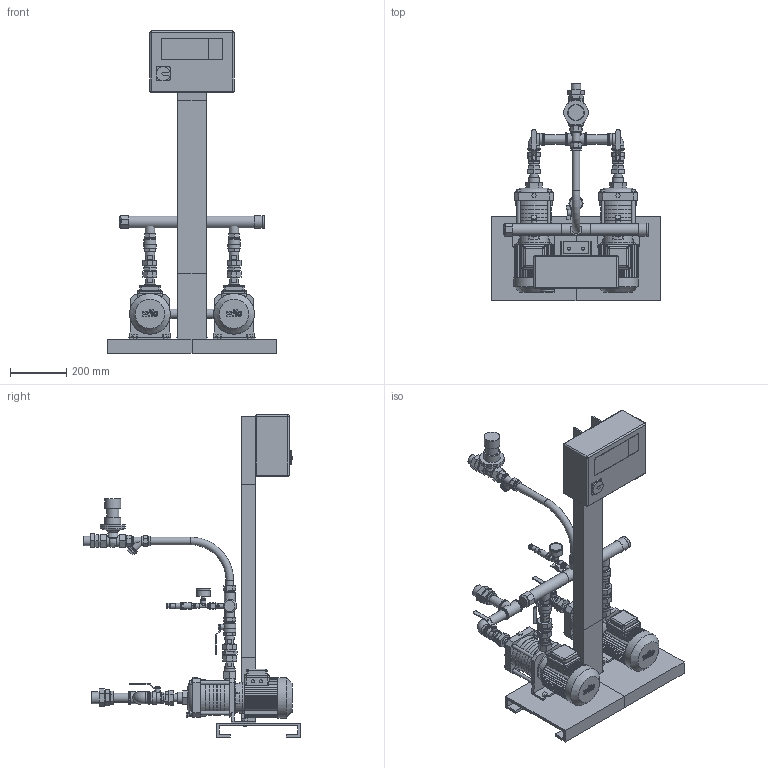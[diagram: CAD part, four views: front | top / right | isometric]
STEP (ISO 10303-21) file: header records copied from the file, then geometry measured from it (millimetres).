
FILE_DESCRIPTION(/* description */ (''),/* implementation_level */ '2;1');
FILE_NAME(/* name */ '3d_WEH-2-305-T_CE-4157265.stp',/* time_stamp */ '2020-11-04T13:31:17+01:00',/* author */ ('Andrzej'),/* organization */ (''),/* preprocessor_version */ 'ST-DEVELOPER v16.13',/* originating_system */ 'AutoCAD Mechanical',/* authorisation */ '');
FILE_SCHEMA (('AUTOMOTIVE_DESIGN { 1 0 10303 214 3 1 1 }'));
Products named in the file (1): Product
Bounding box: 600 x 774.35 x 1150 mm (x, y, z)
Volume: 27387898.4 mm3; surface area: 3135832.8 mm2
Topology: 95 solids, 95 shells, 1942 faces, 4706 edges, 3058 vertices
Faces by surface type: plane 1310, cylinder 482, bspline 69, cone 36, torus 33, sphere 12
Full cylindrical faces by diameter (mm): 11 x7, 11.1 x1, 11.8 x1, 12 x5, 13 x1, 13.454 x8, 13.5 x3, 14 x1, 15 x10, 15.7 x2, 17 x1, 18 x4, 18.8 x2, 19.2 x4, 20 x2, 21 x1, 22 x1, 22.8 x2, 24 x1, 26.9 x2, 27.3 x1, 29.7 x2, 32.4 x2, 33.7 x21, 34.8 x1, 36 x2, 38 x1, 39.4 x2, 39.7 x4, 41.5 x1
Entity records: 56650 total; most frequent: CARTESIAN_POINT 11994, DIRECTION 9120, ORIENTED_EDGE 8806, EDGE_CURVE 4403, LINE 3094, VECTOR 3094, AXIS2_PLACEMENT_3D 3013, VERTEX_POINT 2989
